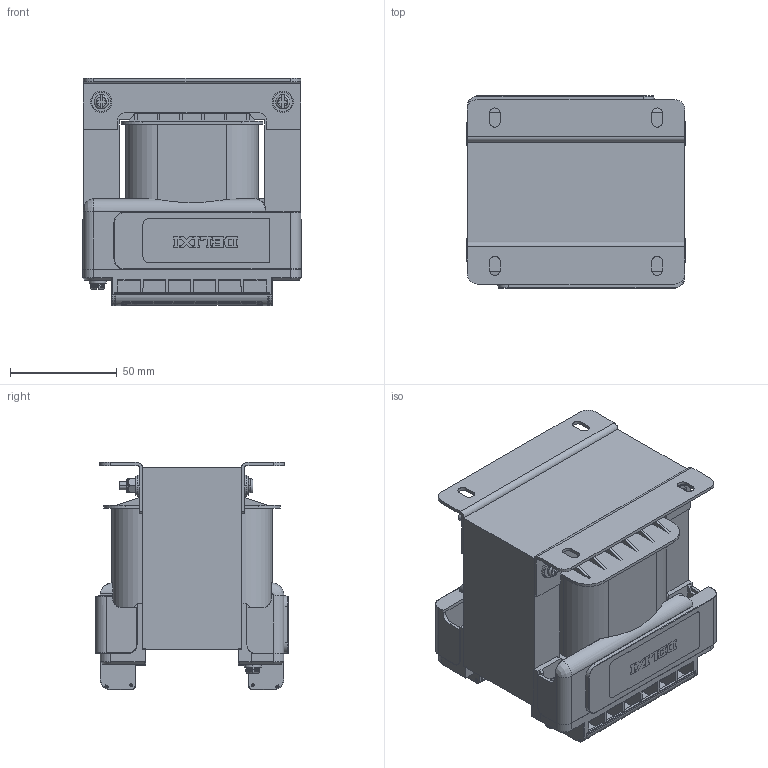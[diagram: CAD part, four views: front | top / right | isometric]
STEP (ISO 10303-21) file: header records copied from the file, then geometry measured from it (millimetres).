
FILE_DESCRIPTION((''),'2;1');
FILE_NAME('ASM0002_ASM','2021-12-27T',('Administrator'),(''),'PRO/ENGINEER BY PARAMETRIC TECHNOLOGY CORPORATION, 2008380','PRO/ENGINEER BY PARAMETRIC TECHNOLOGY CORPORATION, 2008380','');
FILE_SCHEMA(('CONFIG_CONTROL_DESIGN'));
Length unit declared in the file: millimetre
Products named in the file (15): PRT0008; PRT0009; PRT0011; PRT0004; MANIFOLD_SOLID_BREP_15082; MANIFOLD_SOLID_BREP_15089; PRT0005; LUODING200; PINGDIAN; LUOMU; MANIFOLD_SOLID_BREP_15088; PRT0007; MANIFOLD_SOLID_BREP_15079; MANIFOLD_SOLID_BREP_15080; ASM0002_ASM
Assembly tree (29 placements, depth 2):
  ASM0002_ASM
    PRT0008
    PRT0009
    PRT0011
    PRT0004  x2
    MANIFOLD_SOLID_BREP_15082
    MANIFOLD_SOLID_BREP_15089
    PRT0005  x4
    LUODING200  x4
    PINGDIAN  x4
    LUOMU  x4
    MANIFOLD_SOLID_BREP_15088
    PRT0007
    MANIFOLD_SOLID_BREP_15079  x2
    MANIFOLD_SOLID_BREP_15080  x2
Bounding box: 102.51 x 90.2 x 106.5 mm (x, y, z)
Volume: 525661 mm3; surface area: 193133.5 mm2
Topology: 29 solids, 29 shells, 2824 faces, 7757 edges, 5033 vertices
Faces by surface type: plane 1973, cylinder 647, torus 94, bspline 65, cone 22, sphere 12, extrusion 7, revolution 4
Entity records: 70661 total; most frequent: CARTESIAN_POINT 15717, ORIENTED_EDGE 11858, DIRECTION 10539, EDGE_CURVE 5929, VECTOR 4833, LINE 4827, VERTEX_POINT 3865, AXIS2_PLACEMENT_3D 2852
